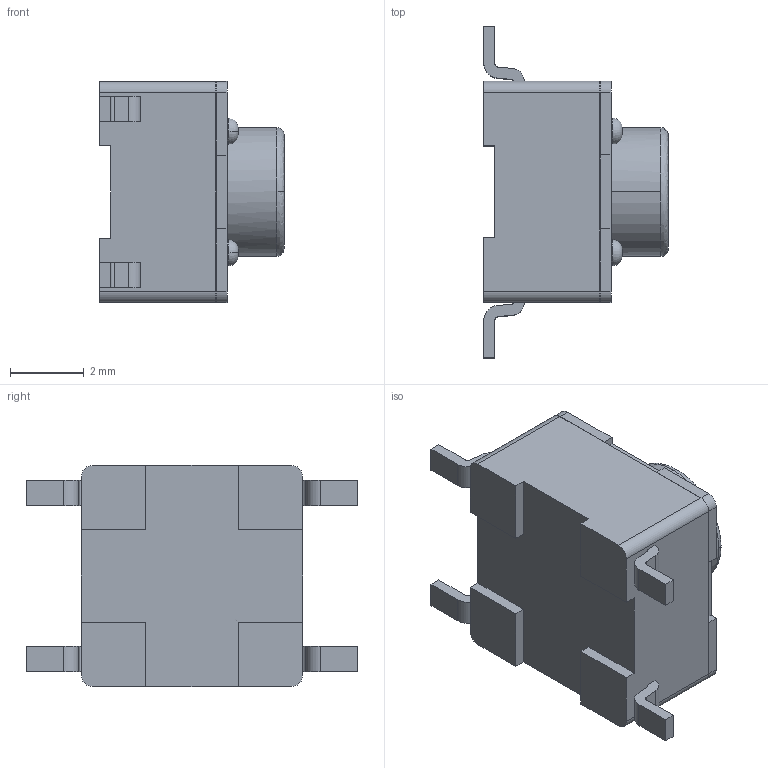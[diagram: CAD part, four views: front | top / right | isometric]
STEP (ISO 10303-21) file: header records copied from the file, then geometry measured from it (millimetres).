
FILE_DESCRIPTION (( 'STEP AP214' ), '1' );
FILE_NAME ('PTS645SH50SMTR92LFS.STEP', '2024-08-30T10:12:39', ( '' ), ( '' ), 'SwSTEP 2.0', 'SolidWorks 2024', '' );
FILE_SCHEMA (( 'AUTOMOTIVE_DESIGN' ));
Length unit declared in the file: millimetre
Products named in the file (1): PTS645SH50SMTR92LFS
Bounding box: 5 x 9 x 6 mm (x, y, z)
Volume: 133.2 mm3; surface area: 199.1 mm2
Topology: 1 solids, 1 shells, 121 faces, 324 edges, 216 vertices
Faces by surface type: plane 77, cylinder 34, torus 8, bspline 2
Entity records: 4316 total; most frequent: CARTESIAN_POINT 713, DIRECTION 658, ORIENTED_EDGE 648, EDGE_CURVE 324, VECTOR 226, LINE 226, VERTEX_POINT 216, AXIS2_PLACEMENT_3D 216
